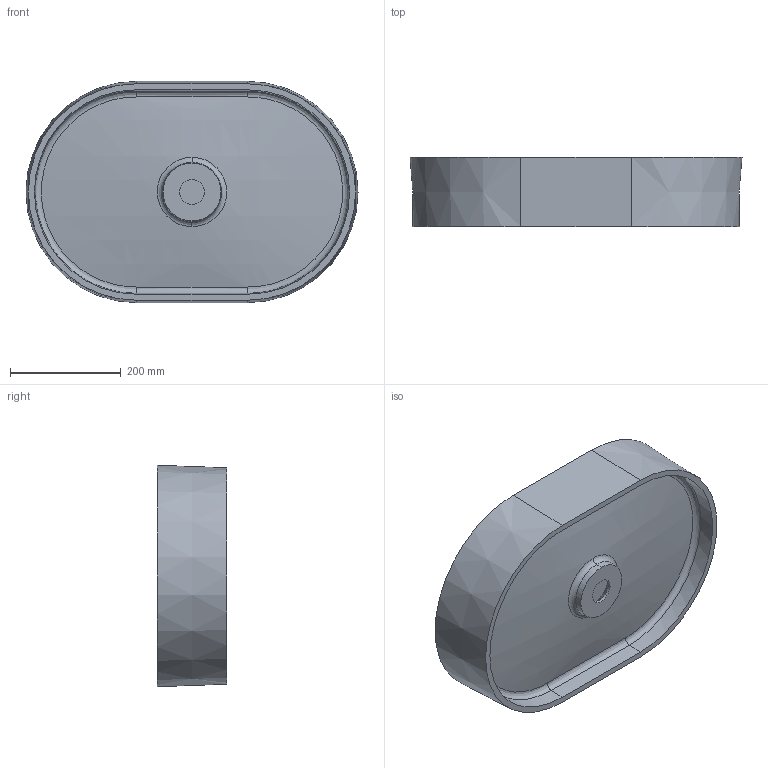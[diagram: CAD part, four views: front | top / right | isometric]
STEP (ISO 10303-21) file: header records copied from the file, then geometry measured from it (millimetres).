
FILE_DESCRIPTION (( 'STEP AP214' ), '1' );
FILE_NAME ('Kira.STEP', '2020-12-15T13:24:22', ( '' ), ( '' ), 'SwSTEP 2.0', 'SolidWorks 2020', '' );
FILE_SCHEMA (( 'AUTOMOTIVE_DESIGN' ));
Length unit declared in the file: millimetre
Products named in the file (1): Kira
Bounding box: 600 x 125 x 400 mm (x, y, z)
Volume: 4155601.3 mm3; surface area: 787293.7 mm2
Topology: 2 solids, 2 shells, 92 faces, 202 edges, 115 vertices
Faces by surface type: bspline 32, plane 17, torus 16, cone 10, cylinder 9, sphere 8
Entity records: 12185 total; most frequent: CARTESIAN_POINT 10296, ORIENTED_EDGE 400, DIRECTION 372, EDGE_CURVE 200, AXIS2_PLACEMENT_3D 171, VERTEX_POINT 115, CIRCLE 110, EDGE_LOOP 97
